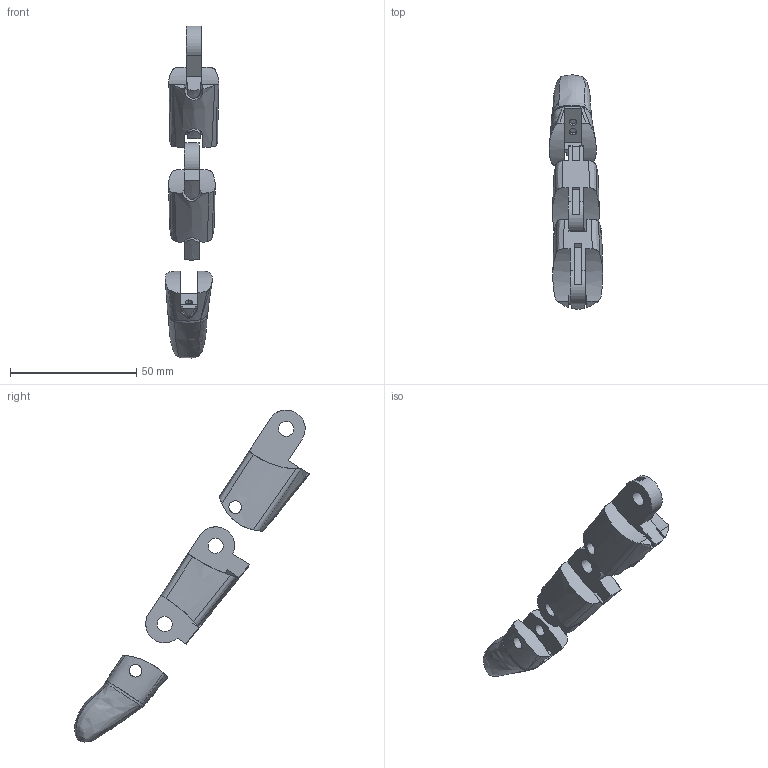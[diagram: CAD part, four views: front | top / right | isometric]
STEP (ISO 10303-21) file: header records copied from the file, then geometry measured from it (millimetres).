
FILE_DESCRIPTION (( 'STEP AP214' ), '1' );
FILE_NAME ('Thumb.STEP', '2024-08-08T08:29:21', ( '' ), ( '' ), 'SwSTEP 2.0', 'SolidWorks 2023', '' );
FILE_SCHEMA (( 'AUTOMOTIVE_DESIGN' ));
Length unit declared in the file: millimetre
Products named in the file (5): Distals1; Thumb; Middle Phalanx; Proximal Phalanx; Distal Phalanx
Assembly tree (4 placements, depth 2):
  Thumb
    Middle Phalanx
    Distal Phalanx
    Proximal Phalanx
    Distals1
Bounding box: 21.22 x 93.04 x 131.54 mm (x, y, z)
Volume: 27057.1 mm3; surface area: 12162.4 mm2
Topology: 4 solids, 4 shells, 141 faces, 414 edges, 277 vertices
Faces by surface type: plane 57, bspline 56, cylinder 28
Entity records: 10848 total; most frequent: CARTESIAN_POINT 7416, ORIENTED_EDGE 824, DIRECTION 456, EDGE_CURVE 412, VERTEX_POINT 277, B_SPLINE_CURVE_WITH_KNOTS 190, LINE 172, VECTOR 172
